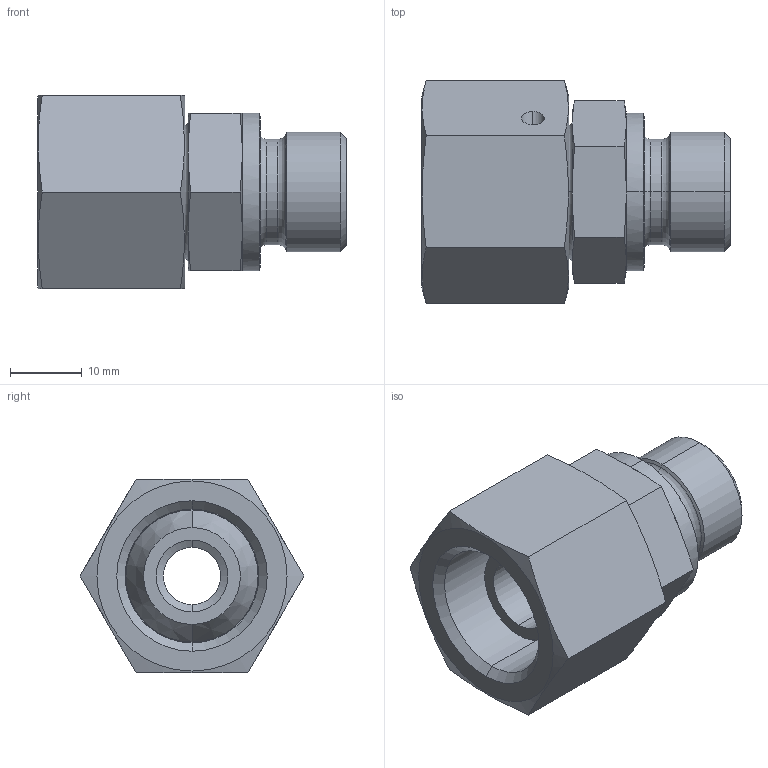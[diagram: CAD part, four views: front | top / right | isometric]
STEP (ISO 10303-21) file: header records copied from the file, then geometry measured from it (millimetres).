
FILE_DESCRIPTION (( 'STEP AP203' ), '1' );
FILE_NAME ('DKR1_2-AGR3_8 (125378).step', '2018-09-28T06:53:24', ( '' ), ( '' ), 'SwSTEP 2.0', 'SolidWorks 2017', '' );
FILE_SCHEMA (( 'CONFIG_CONTROL_DESIGN' ));
Length unit declared in the file: millimetre
Products named in the file (1): DKR1_2-AGR3_8 (125378)
Bounding box: 43 x 31.18 x 27 mm (x, y, z)
Volume: 14377.9 mm3; surface area: 7739.7 mm2
Topology: 2 solids, 2 shells, 89 faces, 209 edges, 124 vertices
Faces by surface type: cone 34, plane 24, cylinder 20, torus 11
Entity records: 2739 total; most frequent: CARTESIAN_POINT 645, DIRECTION 432, ORIENTED_EDGE 418, EDGE_CURVE 209, AXIS2_PLACEMENT_3D 179, VERTEX_POINT 124, EDGE_LOOP 95, CIRCLE 89
